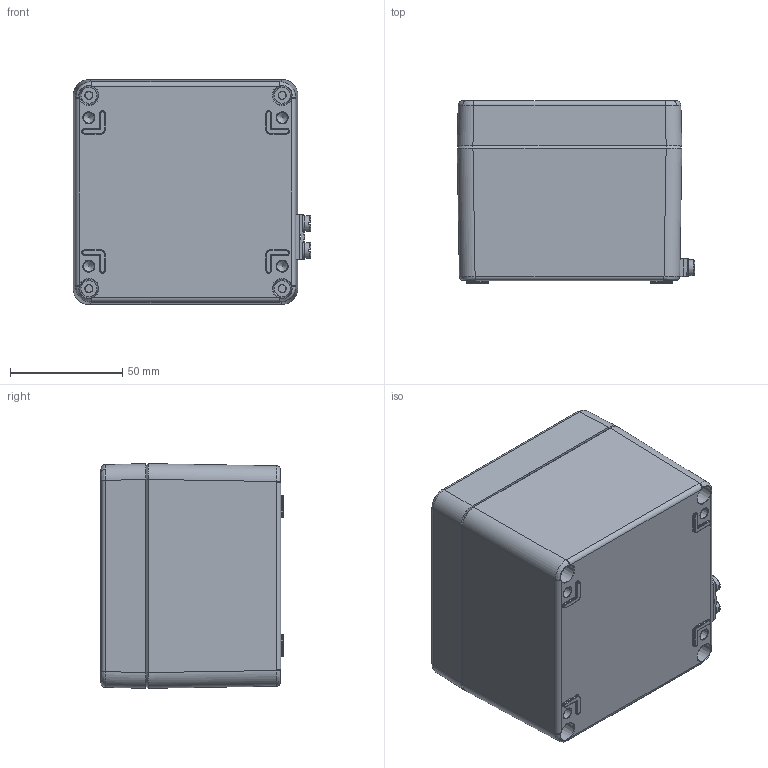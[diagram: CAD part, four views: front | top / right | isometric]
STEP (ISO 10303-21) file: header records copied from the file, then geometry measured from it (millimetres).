
FILE_DESCRIPTION(/* description */ (''),/* implementation_level */ '2;1');
FILE_NAME(/* name */ '15101008000-RST.stp',/* time_stamp */ '2021-09-06T15:16:41+02:00',/* author */ ('sl'),/* organization */ (''),/* preprocessor_version */ 'ST-DEVELOPER v16.5',/* originating_system */ 'Autodesk Inventor 2017',/* authorisation */ '');
FILE_SCHEMA (('AUTOMOTIVE_DESIGN { 1 0 10303 214 3 1 1 }'));
Products named in the file (13): Alu-Ex-Gehäuse-08-BG-0001-15_101008_000; SchraubeM4x20-7; Deckel-Alu-Ex-Gehäuse-08-BG-0003-15_101008_000; Deckel-Alu-Ex-Gehäuse-08-BT-0001-15_101008_000; Dichtlippe-Alu-Ex-Gehäuse-08-BT-0003-15_101008_000; UT-Alu-Ex-Gehäuse-08-BG-0002-15_101008_000; Dop-Erdungsschraube; Dop-Erdungsschraube-Teil1-95026; Dop-Erdungsschraube-Teil2-95026; Dop-Erdungsschraube-Teil3-95026; Dop-Erdungsschraube-Teil4-95026; Erdung92081; UT-Alu-Ex-Gehäuse-08-BT-0002-15_101008_000
Assembly tree (21 placements, depth 4):
  Alu-Ex-Gehäuse-08-BG-0001-15_101008_000
    SchraubeM4x20-7  x4
    Deckel-Alu-Ex-Gehäuse-08-BG-0003-15_101008_000
      Deckel-Alu-Ex-Gehäuse-08-BT-0001-15_101008_000
      Dichtlippe-Alu-Ex-Gehäuse-08-BT-0003-15_101008_000
      Erdung92081
    UT-Alu-Ex-Gehäuse-08-BG-0002-15_101008_000
      Dop-Erdungsschraube
        Dop-Erdungsschraube-Teil1-95026
        Dop-Erdungsschraube-Teil2-95026
        Dop-Erdungsschraube-Teil3-95026  x2
        Dop-Erdungsschraube-Teil4-95026  x2
      Erdung92081  x4
      UT-Alu-Ex-Gehäuse-08-BT-0002-15_101008_000
Bounding box: 105.75 x 81.01 x 100 mm (x, y, z)
Volume: 216560 mm3; surface area: 115034.9 mm2
Topology: 18 solids, 18 shells, 1257 faces, 2921 edges, 1746 vertices
Faces by surface type: plane 411, bspline 347, cylinder 336, torus 100, cone 63
Full cylindrical faces by diameter (mm): 1.8 x1, 1.9 x1, 3.3 x12, 3.52 x4, 4 x6, 4.3 x1, 4.4 x4, 4.7 x5, 5 x9, 5.424 x4, 7 x4, 8 x5
Entity records: 49185 total; most frequent: CARTESIAN_POINT 27253, ORIENTED_EDGE 4548, DIRECTION 4150, EDGE_CURVE 2274, AXIS2_PLACEMENT_3D 1589, VERTEX_POINT 1405, EDGE_LOOP 1283, FACE_OUTER_BOUND 1067
